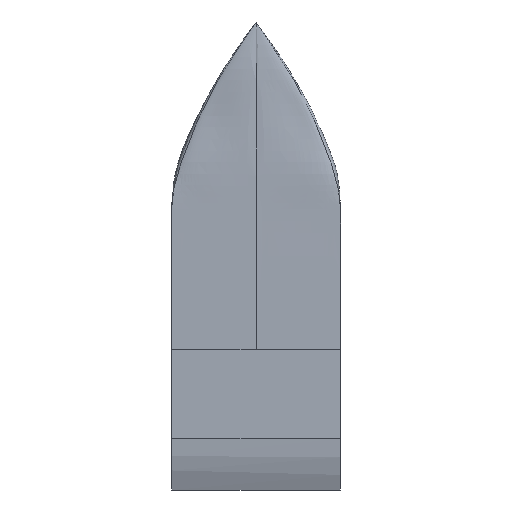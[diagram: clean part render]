
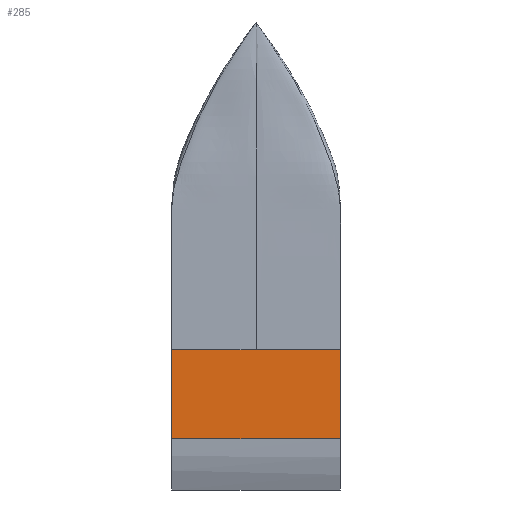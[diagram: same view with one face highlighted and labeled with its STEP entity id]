
A CAD part, top view. The second image highlights one B-rep face of the part: STEP entity #285.
In plain terms, the highlighted planar face has unit normal (0, 0, 1).
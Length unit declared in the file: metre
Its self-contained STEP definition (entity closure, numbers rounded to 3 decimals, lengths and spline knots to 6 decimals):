
#15=PLANE('',#304);
#22=LINE('',#3752,#37);
#23=LINE('',#4454,#38);
#30=LINE('',#8821,#45);
#32=LINE('',#8835,#47);
#35=LINE('',#8839,#50);
#37=VECTOR('',#309,0.01);
#38=VECTOR('',#310,0.01);
#45=VECTOR('',#317,0.01);
#47=VECTOR('',#321,0.01);
#50=VECTOR('',#326,0.01);
#70=FACE_OUTER_BOUND('',#87,.T.);
#87=EDGE_LOOP('',(#246,#247,#248,#249,#250));
#121=VERTEX_POINT('',#2969);
#124=VERTEX_POINT('',#3716);
#125=VERTEX_POINT('',#4453);
#134=VERTEX_POINT('',#8790);
#136=VERTEX_POINT('',#8820);
#153=EDGE_CURVE('',#124,#121,#22,.T.);
#154=EDGE_CURVE('',#125,#124,#23,.T.);
#171=EDGE_CURVE('',#136,#134,#30,.T.);
#174=EDGE_CURVE('',#136,#125,#32,.T.);
#177=EDGE_CURVE('',#134,#121,#35,.T.);
#246=ORIENTED_EDGE('',*,*,#171,.T.);
#247=ORIENTED_EDGE('',*,*,#177,.T.);
#248=ORIENTED_EDGE('',*,*,#153,.F.);
#249=ORIENTED_EDGE('',*,*,#154,.F.);
#250=ORIENTED_EDGE('',*,*,#174,.F.);
#285=ADVANCED_FACE('',(#70),#15,.T.);
#304=AXIS2_PLACEMENT_3D('',#8840,#327,#328);
#309=DIRECTION('',(1.,0.,0.));
#310=DIRECTION('',(1.,0.,0.));
#317=DIRECTION('',(1.,0.,0.));
#321=DIRECTION('',(0.,1.,0.));
#326=DIRECTION('',(0.,1.,0.));
#327=DIRECTION('center_axis',(0.,0.,1.));
#328=DIRECTION('ref_axis',(1.,0.,0.));
#2969=CARTESIAN_POINT('',(0.9,-3.5,0.55));
#3716=CARTESIAN_POINT('',(0.,-3.5,0.55));
#3752=CARTESIAN_POINT('',(-0.9,-3.5,0.55));
#4453=CARTESIAN_POINT('',(-0.9,-3.5,0.55));
#4454=CARTESIAN_POINT('',(-0.9,-3.5,0.55));
#8790=CARTESIAN_POINT('',(0.9,-4.45,0.55));
#8820=CARTESIAN_POINT('',(-0.9,-4.45,0.55));
#8821=CARTESIAN_POINT('',(-0.9,-4.45,0.55));
#8835=CARTESIAN_POINT('',(-0.9,-5.,0.55));
#8839=CARTESIAN_POINT('',(0.9,-5.,0.55));
#8840=CARTESIAN_POINT('Origin',(-0.9,-5.,0.55));
